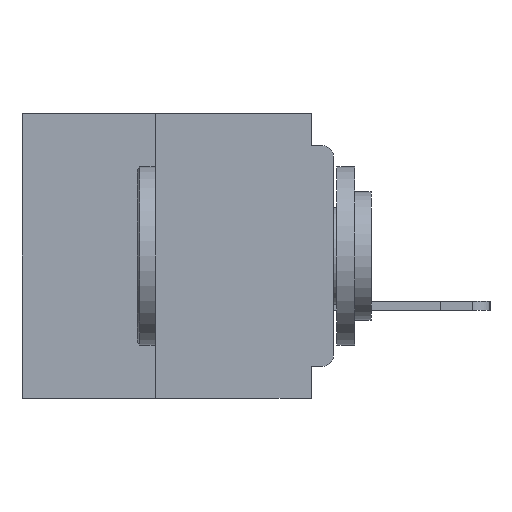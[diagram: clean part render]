
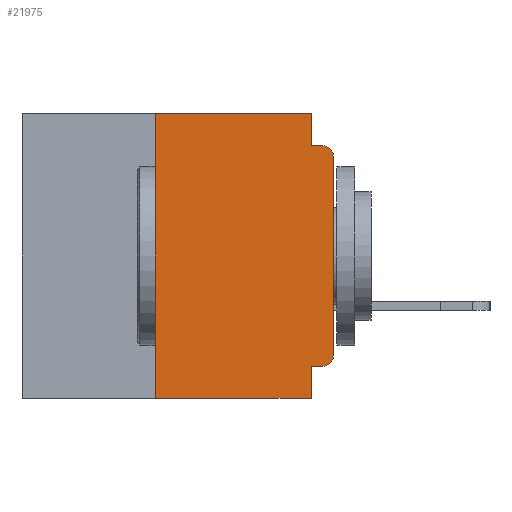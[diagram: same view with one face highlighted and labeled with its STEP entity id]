
A CAD part, left-side view. The second image highlights one B-rep face of the part: STEP entity #21975.
In plain terms, the highlighted planar face has unit normal (-1, 0, 0).
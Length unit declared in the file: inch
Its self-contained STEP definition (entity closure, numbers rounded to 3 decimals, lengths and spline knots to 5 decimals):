
#297 = CARTESIAN_POINT ( 'NONE',  ( 0., 0.25, 0. ) ) ;
#804 = EDGE_CURVE ( 'NONE', #14723, #15922, #30358, .T. ) ;
#2754 = VECTOR ( 'NONE', #31307, 39.37008 ) ;
#3069 = VERTEX_POINT ( 'NONE', #36633 ) ;
#3540 = VECTOR ( 'NONE', #34354, 39.37008 ) ;
#3855 = CARTESIAN_POINT ( 'NONE',  ( 0., 0.015, -0.06 ) ) ;
#4319 = LINE ( 'NONE', #23177, #29986 ) ;
#4975 = EDGE_CURVE ( 'NONE', #15922, #30658, #19540, .T. ) ;
#4981 = EDGE_CURVE ( 'NONE', #3069, #20451, #10668, .T. ) ;
#5343 = EDGE_CURVE ( 'NONE', #38362, #14723, #4319, .T. ) ;
#6778 = AXIS2_PLACEMENT_3D ( 'NONE', #19727, #42955, #23091 ) ;
#7297 = DIRECTION ( 'NONE',  ( 0., 0., -1. ) ) ;
#7412 = EDGE_CURVE ( 'NONE', #20451, #28145, #20362, .T. ) ;
#8029 = CARTESIAN_POINT ( 'NONE',  ( 0., 0.031, 0. ) ) ;
#8542 = CIRCLE ( 'NONE', #32107, 0.015 ) ;
#8548 = ORIENTED_EDGE ( 'NONE', *, *, #7412, .F. ) ;
#9838 = CARTESIAN_POINT ( 'NONE',  ( 0., 0.031, -0.4 ) ) ;
#10073 = CARTESIAN_POINT ( 'NONE',  ( 0., 0., -0.34 ) ) ;
#10668 = LINE ( 'NONE', #31626, #18515 ) ;
#11342 = CARTESIAN_POINT ( 'NONE',  ( 0., 0., 0. ) ) ;
#13187 = DIRECTION ( 'NONE',  ( 0., 0., -1. ) ) ;
#14411 = CARTESIAN_POINT ( 'NONE',  ( 0., 0.437, -0.4 ) ) ;
#14571 = CARTESIAN_POINT ( 'NONE',  ( 0., 0.031, -0.045 ) ) ;
#14723 = VERTEX_POINT ( 'NONE', #8029 ) ;
#15385 = PLANE ( 'NONE',  #17205 ) ;
#15922 = VERTEX_POINT ( 'NONE', #14571 ) ;
#16407 = LINE ( 'NONE', #17315, #33042 ) ;
#16993 = EDGE_CURVE ( 'NONE', #34780, #30658, #8542, .T. ) ;
#17205 = AXIS2_PLACEMENT_3D ( 'NONE', #25284, #18725, #41951 ) ;
#17315 = CARTESIAN_POINT ( 'NONE',  ( 0., 0.25, -0.4 ) ) ;
#18200 = ORIENTED_EDGE ( 'NONE', *, *, #4975, .F. ) ;
#18515 = VECTOR ( 'NONE', #31019, 39.37008 ) ;
#18725 = DIRECTION ( 'NONE',  ( 1., 0., 0. ) ) ;
#19540 = LINE ( 'NONE', #31254, #2754 ) ;
#19541 = DIRECTION ( 'NONE',  ( 0., 0., -1. ) ) ;
#19727 = CARTESIAN_POINT ( 'NONE',  ( 0., 0.015, -0.34 ) ) ;
#20362 = LINE ( 'NONE', #9838, #37011 ) ;
#20451 = VERTEX_POINT ( 'NONE', #25795 ) ;
#21234 = EDGE_CURVE ( 'NONE', #22230, #34780, #31306, .T. ) ;
#21495 = VECTOR ( 'NONE', #19541, 39.37008 ) ;
#21975 = ADVANCED_FACE ( 'NONE', ( #25508 ), #15385, .F. ) ;
#22224 = VERTEX_POINT ( 'NONE', #23380 ) ;
#22230 = VERTEX_POINT ( 'NONE', #10073 ) ;
#23039 = DIRECTION ( 'NONE',  ( 0., -1., 0. ) ) ;
#23091 = DIRECTION ( 'NONE',  ( 0., 0., -1. ) ) ;
#23177 = CARTESIAN_POINT ( 'NONE',  ( 0., 0.437, 0. ) ) ;
#23380 = CARTESIAN_POINT ( 'NONE',  ( 0., 0.25, -0.4 ) ) ;
#23499 = VECTOR ( 'NONE', #28099, 39.37008 ) ;
#25284 = CARTESIAN_POINT ( 'NONE',  ( 0., 0.437, 0. ) ) ;
#25508 = FACE_OUTER_BOUND ( 'NONE', #29604, .T. ) ;
#25612 = ORIENTED_EDGE ( 'NONE', *, *, #21234, .T. ) ;
#25795 = CARTESIAN_POINT ( 'NONE',  ( 0., 0.031, -0.355 ) ) ;
#26640 = CARTESIAN_POINT ( 'NONE',  ( 0., 0.031, -0.4 ) ) ;
#27299 = DIRECTION ( 'NONE',  ( -1., 0., 0. ) ) ;
#27381 = CARTESIAN_POINT ( 'NONE',  ( 0., 0.031, 0. ) ) ;
#28099 = DIRECTION ( 'NONE',  ( 0., 0., 1. ) ) ;
#28145 = VERTEX_POINT ( 'NONE', #26640 ) ;
#29122 = CARTESIAN_POINT ( 'NONE',  ( 0., 0., -0.06 ) ) ;
#29604 = EDGE_LOOP ( 'NONE', ( #25612, #38047, #18200, #43074, #37902, #30263, #36261, #8548, #33590, #31806 ) ) ;
#29986 = VECTOR ( 'NONE', #23039, 39.37008 ) ;
#30263 = ORIENTED_EDGE ( 'NONE', *, *, #36687, .F. ) ;
#30267 = LINE ( 'NONE', #14411, #3540 ) ;
#30358 = LINE ( 'NONE', #27381, #21495 ) ;
#30658 = VERTEX_POINT ( 'NONE', #33651 ) ;
#30824 = EDGE_CURVE ( 'NONE', #22224, #28145, #30267, .T. ) ;
#31019 = DIRECTION ( 'NONE',  ( 0., 1., 0. ) ) ;
#31254 = CARTESIAN_POINT ( 'NONE',  ( 0., 0., -0.045 ) ) ;
#31306 = LINE ( 'NONE', #11342, #23499 ) ;
#31307 = DIRECTION ( 'NONE',  ( 0., -1., 0. ) ) ;
#31626 = CARTESIAN_POINT ( 'NONE',  ( 0., 0., -0.355 ) ) ;
#31660 = EDGE_CURVE ( 'NONE', #3069, #22230, #32270, .T. ) ;
#31806 = ORIENTED_EDGE ( 'NONE', *, *, #31660, .T. ) ;
#32107 = AXIS2_PLACEMENT_3D ( 'NONE', #3855, #27299, #7297 ) ;
#32270 = CIRCLE ( 'NONE', #6778, 0.015 ) ;
#33042 = VECTOR ( 'NONE', #37225, 39.37008 ) ;
#33590 = ORIENTED_EDGE ( 'NONE', *, *, #4981, .F. ) ;
#33651 = CARTESIAN_POINT ( 'NONE',  ( 0., 0.015, -0.045 ) ) ;
#34354 = DIRECTION ( 'NONE',  ( 0., -1., 0. ) ) ;
#34780 = VERTEX_POINT ( 'NONE', #29122 ) ;
#36261 = ORIENTED_EDGE ( 'NONE', *, *, #30824, .T. ) ;
#36633 = CARTESIAN_POINT ( 'NONE',  ( 0., 0.015, -0.355 ) ) ;
#36687 = EDGE_CURVE ( 'NONE', #22224, #38362, #16407, .T. ) ;
#37011 = VECTOR ( 'NONE', #13187, 39.37008 ) ;
#37225 = DIRECTION ( 'NONE',  ( 0., 0., 1. ) ) ;
#37902 = ORIENTED_EDGE ( 'NONE', *, *, #5343, .F. ) ;
#38047 = ORIENTED_EDGE ( 'NONE', *, *, #16993, .T. ) ;
#38362 = VERTEX_POINT ( 'NONE', #297 ) ;
#41951 = DIRECTION ( 'NONE',  ( 0., 0., -1. ) ) ;
#42955 = DIRECTION ( 'NONE',  ( -1., 0., 0. ) ) ;
#43074 = ORIENTED_EDGE ( 'NONE', *, *, #804, .F. ) ;
